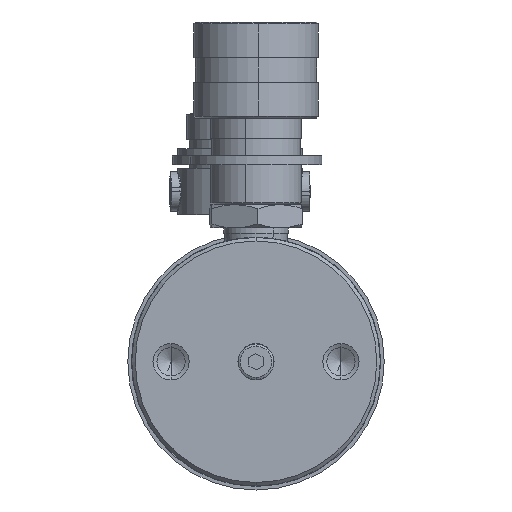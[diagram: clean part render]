
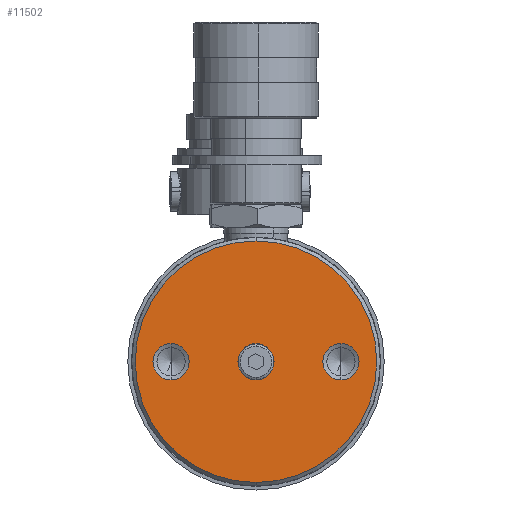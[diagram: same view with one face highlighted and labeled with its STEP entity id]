
A CAD part, front view. The second image highlights one B-rep face of the part: STEP entity #11502.
In plain terms, the highlighted planar face has unit normal (0, -1, 0).
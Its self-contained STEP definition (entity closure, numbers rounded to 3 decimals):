
#662 = AXIS2_PLACEMENT_3D ( 'NONE', #12900, #12858, #12785 ) ;
#985 = CIRCLE ( 'NONE', #24882, 5.08 ) ;
#1084 = AXIS2_PLACEMENT_3D ( 'NONE', #5050, #5073, #5175 ) ;
#1154 = CIRCLE ( 'NONE', #8099, 5.08 ) ;
#1163 = VERTEX_POINT ( 'NONE', #8894 ) ;
#1265 = VERTEX_POINT ( 'NONE', #2137 ) ;
#2137 = CARTESIAN_POINT ( 'NONE',  ( 0., 0., 5.075 ) ) ;
#2485 = DIRECTION ( 'NONE',  ( 0., -1., 0. ) ) ;
#2491 = DIRECTION ( 'NONE',  ( 0., 0., -1. ) ) ;
#2914 = CIRCLE ( 'NONE', #1084, 5.08 ) ;
#2961 = EDGE_CURVE ( 'NONE', #19592, #15388, #2914, .T. ) ;
#3140 = CIRCLE ( 'NONE', #662, 33.9 ) ;
#4030 = ORIENTED_EDGE ( 'NONE', *, *, #11824, .F. ) ;
#4295 = FACE_BOUND ( 'NONE', #32399, .T. ) ;
#4908 = CARTESIAN_POINT ( 'NONE',  ( 0., 0., 0. ) ) ;
#4909 = FACE_OUTER_BOUND ( 'NONE', #7746, .T. ) ;
#5050 = CARTESIAN_POINT ( 'NONE',  ( -23.85, 0., 0. ) ) ;
#5073 = DIRECTION ( 'NONE',  ( 0., -1., 0. ) ) ;
#5090 = AXIS2_PLACEMENT_3D ( 'NONE', #4908, #22557, #7304 ) ;
#5175 = DIRECTION ( 'NONE',  ( 0., 0., -1. ) ) ;
#6018 = CARTESIAN_POINT ( 'NONE',  ( 0., 0., 33.9 ) ) ;
#6661 = CARTESIAN_POINT ( 'NONE',  ( -23.85, 0., -5.08 ) ) ;
#7304 = DIRECTION ( 'NONE',  ( 0., 0., -1. ) ) ;
#7501 = ORIENTED_EDGE ( 'NONE', *, *, #29392, .F. ) ;
#7746 = EDGE_LOOP ( 'NONE', ( #22324, #31432 ) ) ;
#8099 = AXIS2_PLACEMENT_3D ( 'NONE', #29840, #14736, #32243 ) ;
#8552 = EDGE_CURVE ( 'NONE', #22214, #12485, #12477, .T. ) ;
#8658 = CIRCLE ( 'NONE', #5090, 5.075 ) ;
#8875 = CARTESIAN_POINT ( 'NONE',  ( 23.85, 0., 0. ) ) ;
#8894 = CARTESIAN_POINT ( 'NONE',  ( 0., 0., -33.9 ) ) ;
#9363 = FACE_BOUND ( 'NONE', #27920, .T. ) ;
#9700 = DIRECTION ( 'NONE',  ( 0., 0., -1. ) ) ;
#9728 = DIRECTION ( 'NONE',  ( 0., -1., 0. ) ) ;
#10034 = CARTESIAN_POINT ( 'NONE',  ( -23.85, 0., 0. ) ) ;
#10859 = FACE_BOUND ( 'NONE', #20211, .T. ) ;
#10902 = EDGE_CURVE ( 'NONE', #26649, #1163, #27427, .T. ) ;
#11502 = ADVANCED_FACE ( 'NONE', ( #4295, #9363, #4909, #10859 ), #20945, .F. ) ;
#11824 = EDGE_CURVE ( 'NONE', #26852, #1265, #15409, .T. ) ;
#12449 = EDGE_CURVE ( 'NONE', #1163, #26649, #3140, .T. ) ;
#12477 = CIRCLE ( 'NONE', #13662, 5.08 ) ;
#12485 = VERTEX_POINT ( 'NONE', #12777 ) ;
#12777 = CARTESIAN_POINT ( 'NONE',  ( 23.85, 0., 5.08 ) ) ;
#12785 = DIRECTION ( 'NONE',  ( 0., 0., 1. ) ) ;
#12858 = DIRECTION ( 'NONE',  ( 0., -1., 0. ) ) ;
#12900 = CARTESIAN_POINT ( 'NONE',  ( 0., 0., 0. ) ) ;
#13662 = AXIS2_PLACEMENT_3D ( 'NONE', #8875, #2485, #2491 ) ;
#13992 = AXIS2_PLACEMENT_3D ( 'NONE', #26872, #26542, #26245 ) ;
#14623 = AXIS2_PLACEMENT_3D ( 'NONE', #24412, #24353, #24319 ) ;
#14736 = DIRECTION ( 'NONE',  ( 0., -1., 0. ) ) ;
#14943 = EDGE_CURVE ( 'NONE', #15388, #19592, #985, .T. ) ;
#15388 = VERTEX_POINT ( 'NONE', #28077 ) ;
#15409 = CIRCLE ( 'NONE', #13992, 5.075 ) ;
#15961 = CARTESIAN_POINT ( 'NONE',  ( 23.85, 0., -5.08 ) ) ;
#16664 = CARTESIAN_POINT ( 'NONE',  ( 0., 0., -5.075 ) ) ;
#17403 = EDGE_CURVE ( 'NONE', #12485, #22214, #1154, .T. ) ;
#19592 = VERTEX_POINT ( 'NONE', #6661 ) ;
#20211 = EDGE_LOOP ( 'NONE', ( #4030, #7501 ) ) ;
#20466 = DIRECTION ( 'NONE',  ( 0., 0., 1. ) ) ;
#20502 = DIRECTION ( 'NONE',  ( 0., 1., 0. ) ) ;
#20535 = CARTESIAN_POINT ( 'NONE',  ( -5.075, 0., 0. ) ) ;
#20945 = PLANE ( 'NONE',  #22459 ) ;
#22214 = VERTEX_POINT ( 'NONE', #15961 ) ;
#22324 = ORIENTED_EDGE ( 'NONE', *, *, #10902, .T. ) ;
#22459 = AXIS2_PLACEMENT_3D ( 'NONE', #20535, #20502, #20466 ) ;
#22557 = DIRECTION ( 'NONE',  ( 0., -1., 0. ) ) ;
#24319 = DIRECTION ( 'NONE',  ( 0., 0., 1. ) ) ;
#24353 = DIRECTION ( 'NONE',  ( 0., -1., 0. ) ) ;
#24412 = CARTESIAN_POINT ( 'NONE',  ( 0., 0., 0. ) ) ;
#24882 = AXIS2_PLACEMENT_3D ( 'NONE', #10034, #9728, #9700 ) ;
#26245 = DIRECTION ( 'NONE',  ( 0., 0., -1. ) ) ;
#26542 = DIRECTION ( 'NONE',  ( 0., -1., 0. ) ) ;
#26649 = VERTEX_POINT ( 'NONE', #6018 ) ;
#26852 = VERTEX_POINT ( 'NONE', #16664 ) ;
#26872 = CARTESIAN_POINT ( 'NONE',  ( 0., 0., 0. ) ) ;
#27427 = CIRCLE ( 'NONE', #14623, 33.9 ) ;
#27920 = EDGE_LOOP ( 'NONE', ( #28664, #28200 ) ) ;
#28077 = CARTESIAN_POINT ( 'NONE',  ( -23.85, 0., 5.08 ) ) ;
#28200 = ORIENTED_EDGE ( 'NONE', *, *, #14943, .F. ) ;
#28512 = ORIENTED_EDGE ( 'NONE', *, *, #17403, .F. ) ;
#28664 = ORIENTED_EDGE ( 'NONE', *, *, #2961, .F. ) ;
#29392 = EDGE_CURVE ( 'NONE', #1265, #26852, #8658, .T. ) ;
#29840 = CARTESIAN_POINT ( 'NONE',  ( 23.85, 0., 0. ) ) ;
#31432 = ORIENTED_EDGE ( 'NONE', *, *, #12449, .T. ) ;
#32054 = ORIENTED_EDGE ( 'NONE', *, *, #8552, .F. ) ;
#32243 = DIRECTION ( 'NONE',  ( 0., 0., -1. ) ) ;
#32399 = EDGE_LOOP ( 'NONE', ( #32054, #28512 ) ) ;
